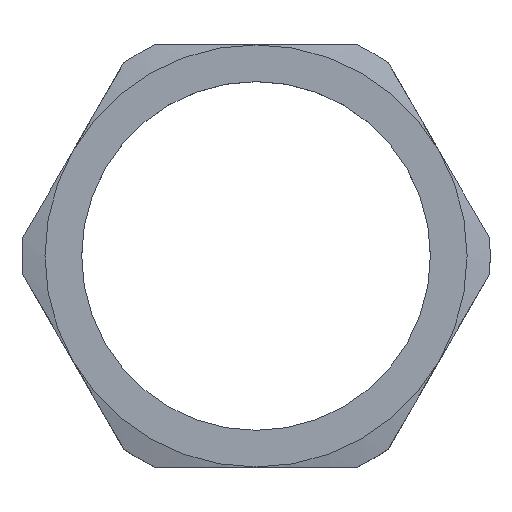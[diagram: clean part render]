
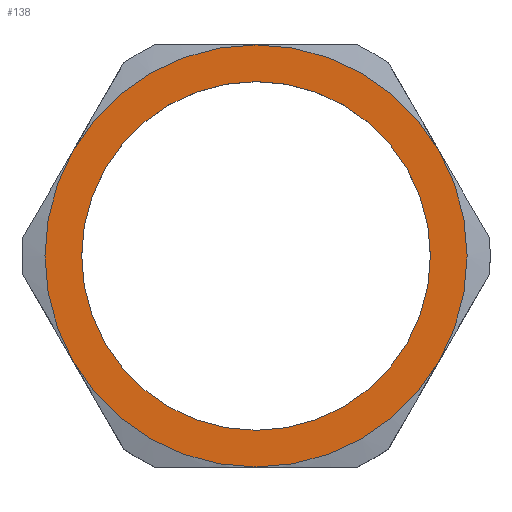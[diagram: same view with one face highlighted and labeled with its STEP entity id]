
A CAD part, top view. The second image highlights one B-rep face of the part: STEP entity #138.
In plain terms, the highlighted planar face has unit normal (0, 0, 1).
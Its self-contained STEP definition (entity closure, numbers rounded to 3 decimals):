
#1 = EDGE_LOOP ( 'NONE', ( #290, #231, #621, #504, #263, #697 ) ) ;
#3 = CIRCLE ( 'NONE', #326, 11.5 ) ;
#14 = CIRCLE ( 'NONE', #211, 11.5 ) ;
#56 = AXIS2_PLACEMENT_3D ( 'NONE', #494, #485, #474 ) ;
#65 = AXIS2_PLACEMENT_3D ( 'NONE', #765, #700, #586 ) ;
#84 = EDGE_CURVE ( 'NONE', #723, #199, #386, .T. ) ;
#87 = CIRCLE ( 'NONE', #127, 9.5 ) ;
#88 = CIRCLE ( 'NONE', #134, 11.5 ) ;
#89 = CIRCLE ( 'NONE', #168, 11.5 ) ;
#90 = ORIENTED_EDGE ( 'NONE', *, *, #335, .F. ) ;
#127 = AXIS2_PLACEMENT_3D ( 'NONE', #430, #429, #428 ) ;
#134 = AXIS2_PLACEMENT_3D ( 'NONE', #449, #445, #444 ) ;
#138 = ADVANCED_FACE ( 'NONE', ( #632, #630 ), #488, .T. ) ;
#153 = EDGE_LOOP ( 'NONE', ( #90, #280 ) ) ;
#168 = AXIS2_PLACEMENT_3D ( 'NONE', #490, #489, #487 ) ;
#178 = AXIS2_PLACEMENT_3D ( 'NONE', #533, #532, #530 ) ;
#183 = VERTEX_POINT ( 'NONE', #764 ) ;
#186 = AXIS2_PLACEMENT_3D ( 'NONE', #592, #589, #588 ) ;
#199 = VERTEX_POINT ( 'NONE', #718 ) ;
#211 = AXIS2_PLACEMENT_3D ( 'NONE', #670, #668, #664 ) ;
#214 = EDGE_CURVE ( 'NONE', #249, #183, #14, .T. ) ;
#221 = EDGE_CURVE ( 'NONE', #183, #680, #3, .T. ) ;
#231 = ORIENTED_EDGE ( 'NONE', *, *, #328, .F. ) ;
#249 = VERTEX_POINT ( 'NONE', #599 ) ;
#253 = EDGE_CURVE ( 'NONE', #680, #756, #701, .T. ) ;
#260 = CARTESIAN_POINT ( 'NONE',  ( 0., -11.5, 1.5 ) ) ;
#263 = ORIENTED_EDGE ( 'NONE', *, *, #253, .F. ) ;
#280 = ORIENTED_EDGE ( 'NONE', *, *, #84, .F. ) ;
#289 = EDGE_CURVE ( 'NONE', #756, #731, #464, .T. ) ;
#290 = ORIENTED_EDGE ( 'NONE', *, *, #214, .F. ) ;
#292 = CARTESIAN_POINT ( 'NONE',  ( -9.5, 0., 1.5 ) ) ;
#308 = CARTESIAN_POINT ( 'NONE',  ( -9.959, -5.75, 1.5 ) ) ;
#309 = EDGE_CURVE ( 'NONE', #731, #496, #89, .T. ) ;
#326 = AXIS2_PLACEMENT_3D ( 'NONE', #650, #649, #646 ) ;
#328 = EDGE_CURVE ( 'NONE', #496, #249, #88, .T. ) ;
#335 = EDGE_CURVE ( 'NONE', #199, #723, #87, .T. ) ;
#359 = CARTESIAN_POINT ( 'NONE',  ( 9.959, -5.75, 1.5 ) ) ;
#386 = CIRCLE ( 'NONE', #65, 9.5 ) ;
#395 = CARTESIAN_POINT ( 'NONE',  ( -9.959, 5.75, 1.5 ) ) ;
#428 = DIRECTION ( 'NONE',  ( 1., 0., 0. ) ) ;
#429 = DIRECTION ( 'NONE',  ( 0., 0., 1. ) ) ;
#430 = CARTESIAN_POINT ( 'NONE',  ( 0., 0., 1.5 ) ) ;
#444 = DIRECTION ( 'NONE',  ( 0., 1., 0. ) ) ;
#445 = DIRECTION ( 'NONE',  ( 0., 0., -1. ) ) ;
#449 = CARTESIAN_POINT ( 'NONE',  ( 0., 0., 1.5 ) ) ;
#464 = CIRCLE ( 'NONE', #178, 11.5 ) ;
#474 = DIRECTION ( 'NONE',  ( 1., 0., 0. ) ) ;
#485 = DIRECTION ( 'NONE',  ( 0., 0., 1. ) ) ;
#487 = DIRECTION ( 'NONE',  ( 0., 1., 0. ) ) ;
#488 = PLANE ( 'NONE',  #56 ) ;
#489 = DIRECTION ( 'NONE',  ( 0., 0., -1. ) ) ;
#490 = CARTESIAN_POINT ( 'NONE',  ( 0., 0., 1.5 ) ) ;
#494 = CARTESIAN_POINT ( 'NONE',  ( 0., 0., 1.5 ) ) ;
#496 = VERTEX_POINT ( 'NONE', #395 ) ;
#504 = ORIENTED_EDGE ( 'NONE', *, *, #289, .F. ) ;
#530 = DIRECTION ( 'NONE',  ( 0., 1., 0. ) ) ;
#532 = DIRECTION ( 'NONE',  ( 0., 0., -1. ) ) ;
#533 = CARTESIAN_POINT ( 'NONE',  ( 0., 0., 1.5 ) ) ;
#586 = DIRECTION ( 'NONE',  ( 1., 0., 0. ) ) ;
#588 = DIRECTION ( 'NONE',  ( 0., 1., 0. ) ) ;
#589 = DIRECTION ( 'NONE',  ( 0., 0., -1. ) ) ;
#592 = CARTESIAN_POINT ( 'NONE',  ( 0., 0., 1.5 ) ) ;
#599 = CARTESIAN_POINT ( 'NONE',  ( 0., 11.5, 1.5 ) ) ;
#621 = ORIENTED_EDGE ( 'NONE', *, *, #309, .F. ) ;
#630 = FACE_OUTER_BOUND ( 'NONE', #1, .T. ) ;
#632 = FACE_BOUND ( 'NONE', #153, .T. ) ;
#646 = DIRECTION ( 'NONE',  ( 0., 1., 0. ) ) ;
#649 = DIRECTION ( 'NONE',  ( 0., 0., -1. ) ) ;
#650 = CARTESIAN_POINT ( 'NONE',  ( 0., 0., 1.5 ) ) ;
#664 = DIRECTION ( 'NONE',  ( 0., 1., 0. ) ) ;
#668 = DIRECTION ( 'NONE',  ( 0., 0., -1. ) ) ;
#670 = CARTESIAN_POINT ( 'NONE',  ( 0., 0., 1.5 ) ) ;
#680 = VERTEX_POINT ( 'NONE', #359 ) ;
#697 = ORIENTED_EDGE ( 'NONE', *, *, #221, .F. ) ;
#700 = DIRECTION ( 'NONE',  ( 0., 0., 1. ) ) ;
#701 = CIRCLE ( 'NONE', #186, 11.5 ) ;
#718 = CARTESIAN_POINT ( 'NONE',  ( 9.5, 0., 1.5 ) ) ;
#723 = VERTEX_POINT ( 'NONE', #292 ) ;
#731 = VERTEX_POINT ( 'NONE', #308 ) ;
#756 = VERTEX_POINT ( 'NONE', #260 ) ;
#764 = CARTESIAN_POINT ( 'NONE',  ( 9.959, 5.75, 1.5 ) ) ;
#765 = CARTESIAN_POINT ( 'NONE',  ( 0., 0., 1.5 ) ) ;
